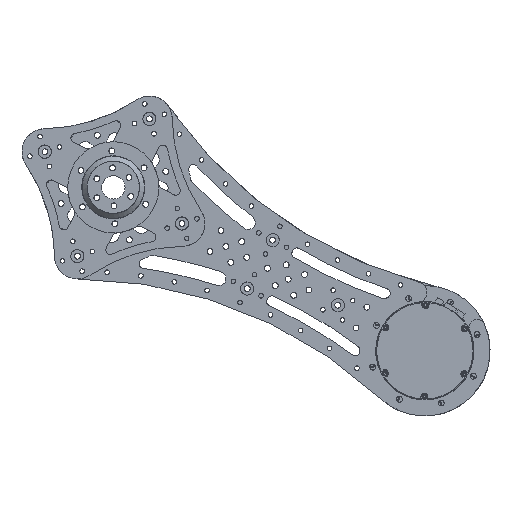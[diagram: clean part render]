
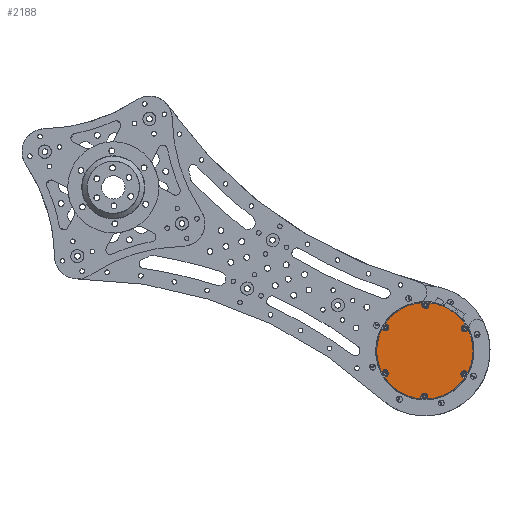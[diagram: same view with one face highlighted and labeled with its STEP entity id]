
A CAD part, front view. The second image highlights one B-rep face of the part: STEP entity #2188.
In plain terms, the highlighted planar face has unit normal (0, -1, 0).
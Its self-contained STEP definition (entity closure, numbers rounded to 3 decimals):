
#204=FACE_OUTER_BOUND('',#6588,.T.);
#1685=PLANE('',#28087);
#2188=ADVANCED_FACE('',(#204),#1685,.T.);
#6588=EDGE_LOOP('',(#9801,#9802,#9803,#9804,#9805,#9806,#9807,#9808,#9809,
#9810,#9811,#9812,#9813,#9814,#9815,#9816,#9817,#9818,#9819,#9820,#9821,
#9822,#9823,#9824,#9825,#9826));
#9801=ORIENTED_EDGE('',*,*,#18050,.F.);
#9802=ORIENTED_EDGE('',*,*,#18051,.F.);
#9803=ORIENTED_EDGE('',*,*,#18052,.F.);
#9804=ORIENTED_EDGE('',*,*,#18053,.F.);
#9805=ORIENTED_EDGE('',*,*,#18054,.F.);
#9806=ORIENTED_EDGE('',*,*,#18055,.F.);
#9807=ORIENTED_EDGE('',*,*,#18056,.F.);
#9808=ORIENTED_EDGE('',*,*,#18057,.F.);
#9809=ORIENTED_EDGE('',*,*,#18058,.F.);
#9810=ORIENTED_EDGE('',*,*,#18059,.F.);
#9811=ORIENTED_EDGE('',*,*,#18060,.F.);
#9812=ORIENTED_EDGE('',*,*,#18061,.F.);
#9813=ORIENTED_EDGE('',*,*,#18062,.F.);
#9814=ORIENTED_EDGE('',*,*,#18063,.F.);
#9815=ORIENTED_EDGE('',*,*,#18064,.F.);
#9816=ORIENTED_EDGE('',*,*,#18065,.F.);
#9817=ORIENTED_EDGE('',*,*,#18066,.F.);
#9818=ORIENTED_EDGE('',*,*,#18067,.F.);
#9819=ORIENTED_EDGE('',*,*,#18068,.F.);
#9820=ORIENTED_EDGE('',*,*,#18069,.F.);
#9821=ORIENTED_EDGE('',*,*,#18070,.F.);
#9822=ORIENTED_EDGE('',*,*,#18071,.F.);
#9823=ORIENTED_EDGE('',*,*,#18072,.F.);
#9824=ORIENTED_EDGE('',*,*,#18073,.F.);
#9825=ORIENTED_EDGE('',*,*,#18074,.F.);
#9826=ORIENTED_EDGE('',*,*,#18075,.F.);
#15575=VERTEX_POINT('',#42210);
#15576=VERTEX_POINT('',#42211);
#15577=VERTEX_POINT('',#42213);
#15578=VERTEX_POINT('',#42215);
#15579=VERTEX_POINT('',#42217);
#15580=VERTEX_POINT('',#42219);
#15581=VERTEX_POINT('',#42221);
#15582=VERTEX_POINT('',#42223);
#15583=VERTEX_POINT('',#42225);
#15584=VERTEX_POINT('',#42227);
#15585=VERTEX_POINT('',#42229);
#15586=VERTEX_POINT('',#42231);
#15587=VERTEX_POINT('',#42233);
#15588=VERTEX_POINT('',#42235);
#15589=VERTEX_POINT('',#42237);
#15590=VERTEX_POINT('',#42239);
#15591=VERTEX_POINT('',#42241);
#15592=VERTEX_POINT('',#42243);
#15593=VERTEX_POINT('',#42245);
#15594=VERTEX_POINT('',#42247);
#15595=VERTEX_POINT('',#42249);
#15596=VERTEX_POINT('',#42251);
#15597=VERTEX_POINT('',#42253);
#15598=VERTEX_POINT('',#42255);
#15599=VERTEX_POINT('',#42257);
#15600=VERTEX_POINT('',#42259);
#18050=EDGE_CURVE('',#15575,#15576,#21455,.T.);
#18051=EDGE_CURVE('',#15577,#15575,#21456,.T.);
#18052=EDGE_CURVE('',#15578,#15577,#24320,.T.);
#18053=EDGE_CURVE('',#15579,#15578,#21457,.T.);
#18054=EDGE_CURVE('',#15580,#15579,#24321,.T.);
#18055=EDGE_CURVE('',#15581,#15580,#21458,.T.);
#18056=EDGE_CURVE('',#15582,#15581,#24322,.T.);
#18057=EDGE_CURVE('',#15583,#15582,#21459,.T.);
#18058=EDGE_CURVE('',#15584,#15583,#24323,.T.);
#18059=EDGE_CURVE('',#15585,#15584,#21460,.T.);
#18060=EDGE_CURVE('',#15586,#15585,#24324,.T.);
#18061=EDGE_CURVE('',#15587,#15586,#21461,.T.);
#18062=EDGE_CURVE('',#15588,#15587,#24325,.T.);
#18063=EDGE_CURVE('',#15589,#15588,#21462,.T.);
#18064=EDGE_CURVE('',#15590,#15589,#21463,.T.);
#18065=EDGE_CURVE('',#15591,#15590,#24326,.T.);
#18066=EDGE_CURVE('',#15592,#15591,#21464,.T.);
#18067=EDGE_CURVE('',#15593,#15592,#24327,.T.);
#18068=EDGE_CURVE('',#15594,#15593,#21465,.T.);
#18069=EDGE_CURVE('',#15595,#15594,#24328,.T.);
#18070=EDGE_CURVE('',#15596,#15595,#21466,.T.);
#18071=EDGE_CURVE('',#15597,#15596,#24329,.T.);
#18072=EDGE_CURVE('',#15598,#15597,#21467,.T.);
#18073=EDGE_CURVE('',#15599,#15598,#24330,.T.);
#18074=EDGE_CURVE('',#15600,#15599,#21468,.T.);
#18075=EDGE_CURVE('',#15576,#15600,#24331,.T.);
#21455=CIRCLE('',#28073,37.);
#21456=CIRCLE('',#28074,37.);
#21457=CIRCLE('',#28075,2.75);
#21458=CIRCLE('',#28076,37.);
#21459=CIRCLE('',#28077,2.75);
#21460=CIRCLE('',#28078,37.);
#21461=CIRCLE('',#28079,2.75);
#21462=CIRCLE('',#28080,37.);
#21463=CIRCLE('',#28081,37.);
#21464=CIRCLE('',#28082,2.75);
#21465=CIRCLE('',#28083,37.);
#21466=CIRCLE('',#28084,2.75);
#21467=CIRCLE('',#28085,37.);
#21468=CIRCLE('',#28086,2.75);
#24320=LINE('',#42214,#25412);
#24321=LINE('',#42218,#25413);
#24322=LINE('',#42222,#25414);
#24323=LINE('',#42226,#25415);
#24324=LINE('',#42230,#25416);
#24325=LINE('',#42234,#25417);
#24326=LINE('',#42240,#25418);
#24327=LINE('',#42244,#25419);
#24328=LINE('',#42248,#25420);
#24329=LINE('',#42252,#25421);
#24330=LINE('',#42256,#25422);
#24331=LINE('',#42260,#25423);
#25412=VECTOR('',#32734,1.);
#25413=VECTOR('',#32737,1.);
#25414=VECTOR('',#32740,1.);
#25415=VECTOR('',#32743,1.);
#25416=VECTOR('',#32746,1.);
#25417=VECTOR('',#32749,1.);
#25418=VECTOR('',#32754,1.);
#25419=VECTOR('',#32757,1.);
#25420=VECTOR('',#32760,1.);
#25421=VECTOR('',#32763,1.);
#25422=VECTOR('',#32766,1.);
#25423=VECTOR('',#32769,1.);
#28073=AXIS2_PLACEMENT_3D('',#42209,#32730,#32731);
#28074=AXIS2_PLACEMENT_3D('',#42212,#32732,#32733);
#28075=AXIS2_PLACEMENT_3D('',#42216,#32735,#32736);
#28076=AXIS2_PLACEMENT_3D('',#42220,#32738,#32739);
#28077=AXIS2_PLACEMENT_3D('',#42224,#32741,#32742);
#28078=AXIS2_PLACEMENT_3D('',#42228,#32744,#32745);
#28079=AXIS2_PLACEMENT_3D('',#42232,#32747,#32748);
#28080=AXIS2_PLACEMENT_3D('',#42236,#32750,#32751);
#28081=AXIS2_PLACEMENT_3D('',#42238,#32752,#32753);
#28082=AXIS2_PLACEMENT_3D('',#42242,#32755,#32756);
#28083=AXIS2_PLACEMENT_3D('',#42246,#32758,#32759);
#28084=AXIS2_PLACEMENT_3D('',#42250,#32761,#32762);
#28085=AXIS2_PLACEMENT_3D('',#42254,#32764,#32765);
#28086=AXIS2_PLACEMENT_3D('',#42258,#32767,#32768);
#28087=AXIS2_PLACEMENT_3D('',#42261,#32770,#32771);
#32730=DIRECTION('',(0.,1.,0.));
#32731=DIRECTION('',(-0.51,0.,-0.86));
#32732=DIRECTION('',(0.,1.,0.));
#32733=DIRECTION('',(-0.51,0.,-0.86));
#32734=DIRECTION('',(-0.012,0.,-1.));
#32735=DIRECTION('',(0.,-1.,0.));
#32736=DIRECTION('',(-0.86,0.,0.51));
#32737=DIRECTION('',(0.012,0.,1.));
#32738=DIRECTION('',(0.,1.,0.));
#32739=DIRECTION('',(-0.51,0.,-0.86));
#32740=DIRECTION('',(0.86,0.,-0.51));
#32741=DIRECTION('',(0.,-1.,0.));
#32742=DIRECTION('',(0.51,0.,0.86));
#32743=DIRECTION('',(-0.86,0.,0.51));
#32744=DIRECTION('',(0.,1.,0.));
#32745=DIRECTION('',(-0.51,0.,-0.86));
#32746=DIRECTION('',(0.872,0.,0.49));
#32747=DIRECTION('',(0.,-1.,0.));
#32748=DIRECTION('',(-0.86,0.,0.51));
#32749=DIRECTION('',(-0.872,0.,-0.49));
#32750=DIRECTION('',(0.,1.,0.));
#32751=DIRECTION('',(-0.51,0.,-0.86));
#32752=DIRECTION('',(0.,1.,0.));
#32753=DIRECTION('',(-0.51,0.,-0.86));
#32754=DIRECTION('',(0.012,0.,1.));
#32755=DIRECTION('',(0.,-1.,0.));
#32756=DIRECTION('',(-0.86,0.,0.51));
#32757=DIRECTION('',(-0.012,0.,-1.));
#32758=DIRECTION('',(0.,1.,0.));
#32759=DIRECTION('',(-0.51,0.,-0.86));
#32760=DIRECTION('',(-0.86,0.,0.51));
#32761=DIRECTION('',(0.,-1.,0.));
#32762=DIRECTION('',(0.51,0.,0.86));
#32763=DIRECTION('',(0.86,0.,-0.51));
#32764=DIRECTION('',(0.,1.,0.));
#32765=DIRECTION('',(-0.51,0.,-0.86));
#32766=DIRECTION('',(-0.872,0.,-0.49));
#32767=DIRECTION('',(0.,-1.,0.));
#32768=DIRECTION('',(-0.86,0.,0.51));
#32769=DIRECTION('',(0.872,0.,0.49));
#32770=DIRECTION('',(0.,-1.,0.));
#32771=DIRECTION('',(0.86,0.,-0.51));
#42209=CARTESIAN_POINT('',(294.135,60.45,-121.143));
#42210=CARTESIAN_POINT('',(275.264,60.45,-152.97));
#42211=CARTESIAN_POINT('',(263.316,60.45,-141.618));
#42212=CARTESIAN_POINT('',(294.135,60.45,-121.143));
#42213=CARTESIAN_POINT('',(290.957,60.45,-158.007));
#42214=CARTESIAN_POINT('',(290.976,60.45,-156.359));
#42215=CARTESIAN_POINT('',(290.976,60.45,-156.359));
#42216=CARTESIAN_POINT('',(293.726,60.45,-156.391));
#42217=CARTESIAN_POINT('',(296.476,60.45,-156.423));
#42218=CARTESIAN_POINT('',(296.457,60.45,-158.07));
#42219=CARTESIAN_POINT('',(296.457,60.45,-158.07));
#42220=CARTESIAN_POINT('',(294.135,60.45,-121.143));
#42221=CARTESIAN_POINT('',(324.47,60.45,-142.327));
#42222=CARTESIAN_POINT('',(323.053,60.45,-141.487));
#42223=CARTESIAN_POINT('',(323.053,60.45,-141.487));
#42224=CARTESIAN_POINT('',(324.456,60.45,-139.121));
#42225=CARTESIAN_POINT('',(325.858,60.45,-136.756));
#42226=CARTESIAN_POINT('',(327.275,60.45,-137.596));
#42227=CARTESIAN_POINT('',(327.275,60.45,-137.596));
#42228=CARTESIAN_POINT('',(294.135,60.45,-121.143));
#42229=CARTESIAN_POINT('',(327.648,60.45,-105.464));
#42230=CARTESIAN_POINT('',(326.212,60.45,-106.271));
#42231=CARTESIAN_POINT('',(326.212,60.45,-106.271));
#42232=CARTESIAN_POINT('',(324.864,60.45,-103.873));
#42233=CARTESIAN_POINT('',(323.517,60.45,-101.476));
#42234=CARTESIAN_POINT('',(324.953,60.45,-100.669));
#42235=CARTESIAN_POINT('',(324.953,60.45,-100.669));
#42236=CARTESIAN_POINT('',(294.135,60.45,-121.143));
#42237=CARTESIAN_POINT('',(313.005,60.45,-89.317));
#42238=CARTESIAN_POINT('',(294.135,60.45,-121.143));
#42239=CARTESIAN_POINT('',(297.312,60.45,-84.28));
#42240=CARTESIAN_POINT('',(297.293,60.45,-85.928));
#42241=CARTESIAN_POINT('',(297.293,60.45,-85.928));
#42242=CARTESIAN_POINT('',(294.543,60.45,-85.896));
#42243=CARTESIAN_POINT('',(291.793,60.45,-85.864));
#42244=CARTESIAN_POINT('',(291.812,60.45,-84.216));
#42245=CARTESIAN_POINT('',(291.812,60.45,-84.216));
#42246=CARTESIAN_POINT('',(294.135,60.45,-121.143));
#42247=CARTESIAN_POINT('',(263.799,60.45,-99.96));
#42248=CARTESIAN_POINT('',(265.216,60.45,-100.8));
#42249=CARTESIAN_POINT('',(265.216,60.45,-100.8));
#42250=CARTESIAN_POINT('',(263.814,60.45,-103.166));
#42251=CARTESIAN_POINT('',(262.411,60.45,-105.531));
#42252=CARTESIAN_POINT('',(260.994,60.45,-104.691));
#42253=CARTESIAN_POINT('',(260.994,60.45,-104.691));
#42254=CARTESIAN_POINT('',(294.135,60.45,-121.143));
#42255=CARTESIAN_POINT('',(260.621,60.45,-136.823));
#42256=CARTESIAN_POINT('',(262.058,60.45,-136.016));
#42257=CARTESIAN_POINT('',(262.058,60.45,-136.016));
#42258=CARTESIAN_POINT('',(263.405,60.45,-138.413));
#42259=CARTESIAN_POINT('',(264.752,60.45,-140.811));
#42260=CARTESIAN_POINT('',(263.316,60.45,-141.618));
#42261=CARTESIAN_POINT('',(275.009,60.45,-153.4));
